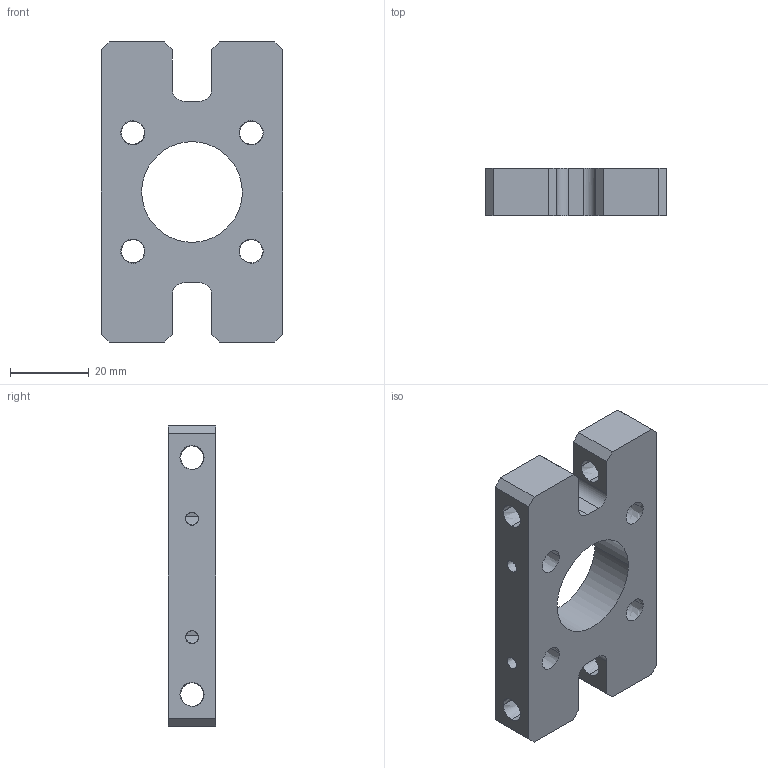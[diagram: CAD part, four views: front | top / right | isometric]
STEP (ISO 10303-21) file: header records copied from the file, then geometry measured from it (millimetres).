
FILE_DESCRIPTION(/* description */ (''),/* implementation_level */ '2;1');
FILE_NAME(/* name */ '60-BNcA-SM1',/* time_stamp */ '2024-09-12T14:06:20+03:00',/* author */ (''),/* organization */ (''),/* preprocessor_version */ 'ST-DEVELOPER v15',/* originating_system */ '',/* authorisation */ '');
FILE_SCHEMA (('AUTOMOTIVE_DESIGN'));
Length unit declared in the file: millimetre
Products named in the file (1): Document
Bounding box: 46 x 12 x 76 mm (x, y, z)
Volume: 28337.9 mm3; surface area: 11825 mm2
Topology: 1 solids, 1 shells, 60 faces, 214 edges, 148 vertices
Faces by surface type: bspline 38, plane 22
Entity records: 2951 total; most frequent: CARTESIAN_POINT 1696, ORIENTED_EDGE 428, EDGE_CURVE 214, VERTEX_POINT 148, B_SPLINE_CURVE_WITH_KNOTS 142, EDGE_LOOP 86, ADVANCED_FACE 60, FACE_OUTER_BOUND 60
